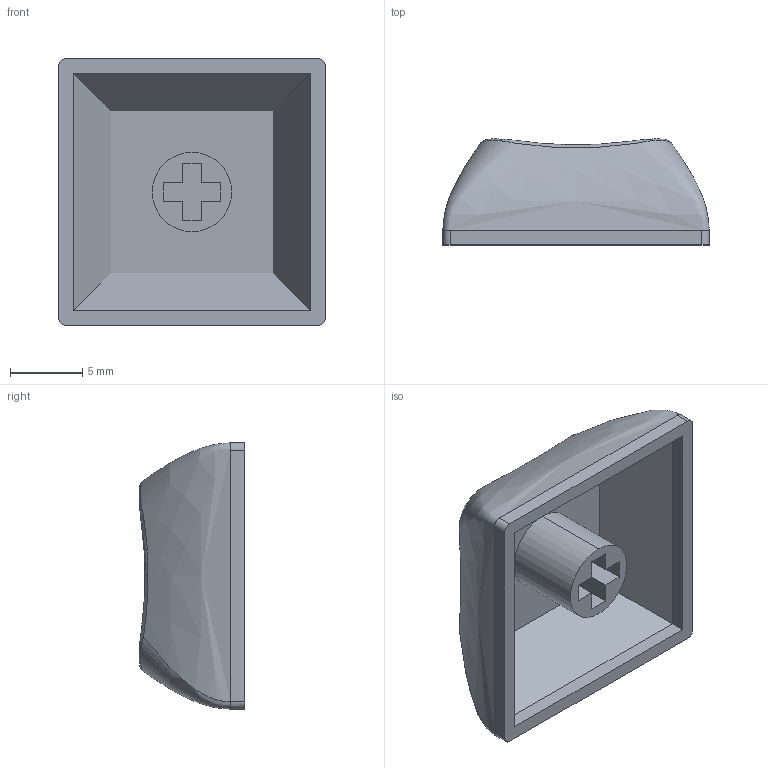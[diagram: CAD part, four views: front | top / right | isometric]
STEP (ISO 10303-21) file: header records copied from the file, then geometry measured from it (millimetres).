
FILE_DESCRIPTION (( 'STEP AP214' ), '1' );
FILE_NAME ('Keycap.STEP', '2023-05-13T09:24:44', ( '' ), ( '' ), 'SwSTEP 2.0', 'SolidWorks 2019', '' );
FILE_SCHEMA (( 'AUTOMOTIVE_DESIGN' ));
Length unit declared in the file: millimetre
Products named in the file (1): Keycap
Bounding box: 18.41 x 7.32 x 18.41 mm (x, y, z)
Volume: 811.7 mm3; surface area: 1409.8 mm2
Topology: 1 solids, 1 shells, 40 faces, 106 edges, 71 vertices
Faces by surface type: plane 28, cylinder 6, bspline 4, sphere 2
Entity records: 2922 total; most frequent: CARTESIAN_POINT 1930, ORIENTED_EDGE 212, DIRECTION 172, EDGE_CURVE 106, VECTOR 74, LINE 74, VERTEX_POINT 71, AXIS2_PLACEMENT_3D 49
